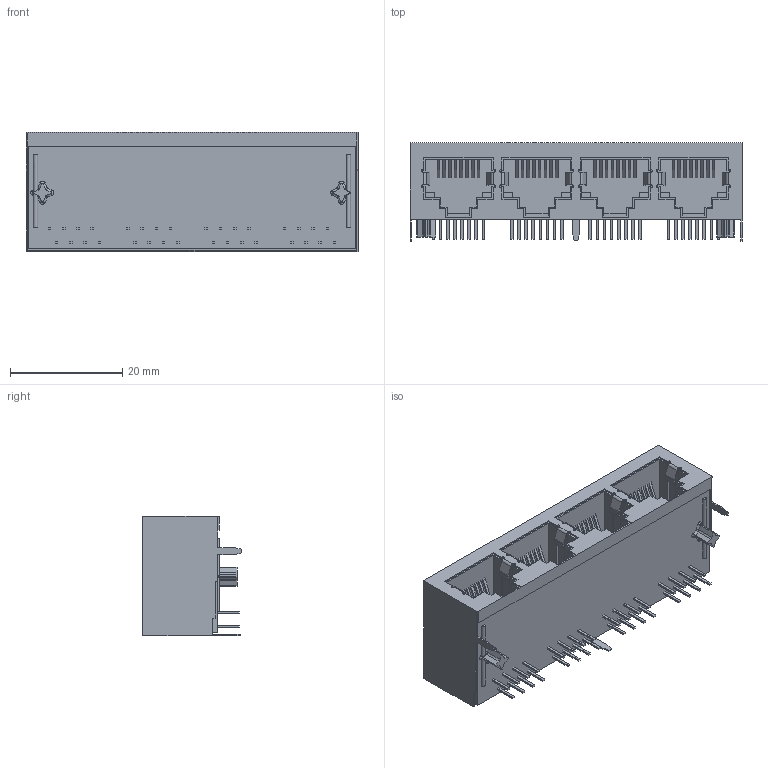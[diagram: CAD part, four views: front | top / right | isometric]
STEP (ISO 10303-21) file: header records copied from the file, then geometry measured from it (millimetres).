
FILE_DESCRIPTION((''),'2;1');
FILE_NAME('C-5558503-1','2013-12-05T',('workeradm'),('Tyco Electronics Ltd.'),'PRO/ENGINEER BY PARAMETRIC TECHNOLOGY CORPORATION, 2013050','PRO/ENGINEER BY PARAMETRIC TECHNOLOGY CORPORATION, 2013050','');
FILE_SCHEMA(('AUTOMOTIVE_DESIGN { 1 0 10303 214 1 1 1 1 }'));
Length unit declared in the file: millimetre
Products named in the file (1): C-5558503-1
Bounding box: 59.18 x 17.57 x 21.34 mm (x, y, z)
Volume: 11849.9 mm3; surface area: 10696.7 mm2
Topology: 1 solids, 1 shells, 728 faces, 2008 edges, 1312 vertices
Faces by surface type: plane 628, cylinder 85, bspline 8, torus 7
Entity records: 23204 total; most frequent: CARTESIAN_POINT 4244, ORIENTED_EDGE 4016, DIRECTION 3611, EDGE_CURVE 2008, VECTOR 1819, LINE 1819, VERTEX_POINT 1312, AXIS2_PLACEMENT_3D 896
